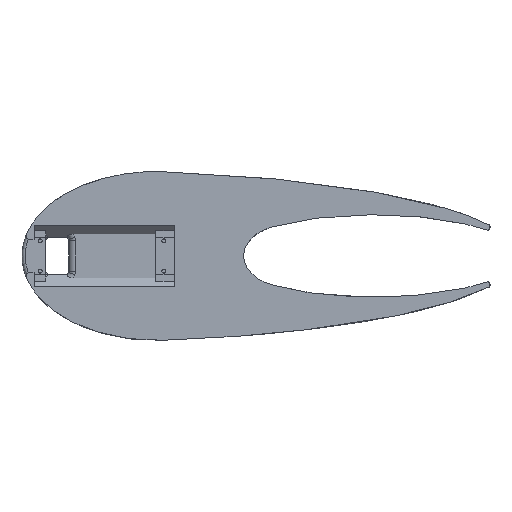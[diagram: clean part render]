
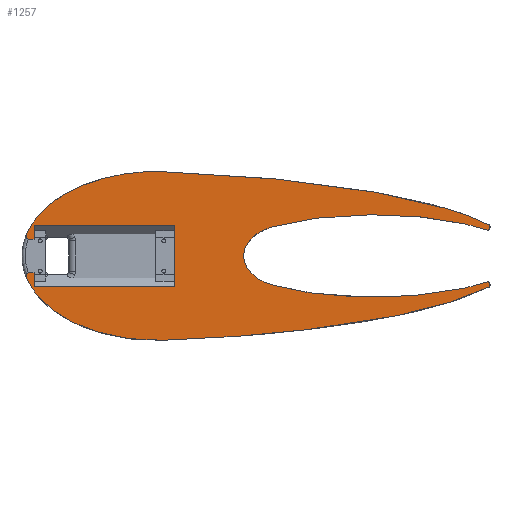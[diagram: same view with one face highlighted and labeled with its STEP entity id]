
A CAD part, front view. The second image highlights one B-rep face of the part: STEP entity #1257.
In plain terms, the highlighted planar face has unit normal (0, -1, 0).
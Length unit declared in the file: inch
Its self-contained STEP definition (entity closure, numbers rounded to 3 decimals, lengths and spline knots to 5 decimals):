
#36=ELLIPSE('',#1367,2.,1.26244);
#37=ELLIPSE('',#1368,6.42493,1.27976);
#38=ELLIPSE('',#1371,2.15252,0.61734);
#39=ELLIPSE('',#1372,0.68384,0.46869);
#40=ELLIPSE('',#1373,2.15252,0.61734);
#41=ELLIPSE('',#1376,6.42493,1.27976);
#42=ELLIPSE('',#1377,2.,1.26244);
#79=CIRCLE('',#1360,0.05);
#81=CIRCLE('',#1363,0.05);
#83=CIRCLE('',#1369,0.03);
#84=CIRCLE('',#1370,0.04);
#85=CIRCLE('',#1374,0.04);
#86=CIRCLE('',#1375,0.03);
#120=B_SPLINE_CURVE_WITH_KNOTS('',3,(#2144,#2145,#2146,#2147),
 .UNSPECIFIED.,.F.,.F.,(4,4),(0.,0.87266),.UNSPECIFIED.);
#121=B_SPLINE_CURVE_WITH_KNOTS('',3,(#2155,#2156,#2157,#2158),
 .UNSPECIFIED.,.F.,.F.,(4,4),(0.15202,1.02502),
 .UNSPECIFIED.);
#176=FACE_OUTER_BOUND('',#246,.T.);
#246=EDGE_LOOP('',(#981,#982,#983,#984,#985,#986,#987,#988,#989,#990,#991,
#992,#993,#994,#995,#996,#997,#998,#999,#1000,#1001,#1002,#1003,#1004));
#292=LINE('',#1736,#393);
#309=LINE('',#1770,#410);
#356=LINE('',#2125,#457);
#357=LINE('',#2128,#458);
#358=LINE('',#2129,#459);
#359=LINE('',#2131,#460);
#360=LINE('',#2132,#461);
#361=LINE('',#2140,#462);
#362=LINE('',#2162,#463);
#393=VECTOR('',#1421,0.3937);
#410=VECTOR('',#1444,0.3937);
#457=VECTOR('',#1595,0.3937);
#458=VECTOR('',#1598,0.3937);
#459=VECTOR('',#1599,0.3937);
#460=VECTOR('',#1600,0.3937);
#461=VECTOR('',#1601,0.3937);
#462=VECTOR('',#1608,0.3937);
#463=VECTOR('',#1619,0.3937);
#494=VERTEX_POINT('',#1733);
#495=VERTEX_POINT('',#1735);
#509=VERTEX_POINT('',#1768);
#558=VERTEX_POINT('',#2029);
#559=VERTEX_POINT('',#2031);
#563=VERTEX_POINT('',#2053);
#564=VERTEX_POINT('',#2055);
#570=VERTEX_POINT('',#2123);
#571=VERTEX_POINT('',#2127);
#572=VERTEX_POINT('',#2130);
#573=VERTEX_POINT('',#2133);
#574=VERTEX_POINT('',#2135);
#575=VERTEX_POINT('',#2137);
#576=VERTEX_POINT('',#2139);
#577=VERTEX_POINT('',#2141);
#578=VERTEX_POINT('',#2143);
#579=VERTEX_POINT('',#2148);
#580=VERTEX_POINT('',#2150);
#581=VERTEX_POINT('',#2152);
#582=VERTEX_POINT('',#2154);
#583=VERTEX_POINT('',#2159);
#584=VERTEX_POINT('',#2161);
#585=VERTEX_POINT('',#2163);
#586=VERTEX_POINT('',#2165);
#620=EDGE_CURVE('',#495,#494,#292,.T.);
#637=EDGE_CURVE('',#494,#509,#309,.T.);
#713=EDGE_CURVE('',#558,#559,#79,.T.);
#718=EDGE_CURVE('',#563,#564,#81,.T.);
#728=EDGE_CURVE('',#558,#570,#356,.T.);
#729=EDGE_CURVE('',#570,#571,#357,.T.);
#730=EDGE_CURVE('',#571,#495,#358,.T.);
#731=EDGE_CURVE('',#509,#572,#359,.T.);
#732=EDGE_CURVE('',#572,#564,#360,.T.);
#733=EDGE_CURVE('',#573,#563,#36,.T.);
#734=EDGE_CURVE('',#574,#573,#37,.T.);
#735=EDGE_CURVE('',#575,#574,#83,.T.);
#736=EDGE_CURVE('',#575,#576,#361,.T.);
#737=EDGE_CURVE('',#577,#576,#84,.T.);
#738=EDGE_CURVE('',#578,#577,#120,.T.);
#739=EDGE_CURVE('',#578,#579,#38,.T.);
#740=EDGE_CURVE('',#579,#580,#39,.T.);
#741=EDGE_CURVE('',#580,#581,#40,.T.);
#742=EDGE_CURVE('',#582,#581,#121,.T.);
#743=EDGE_CURVE('',#583,#582,#85,.T.);
#744=EDGE_CURVE('',#583,#584,#362,.T.);
#745=EDGE_CURVE('',#585,#584,#86,.T.);
#746=EDGE_CURVE('',#586,#585,#41,.T.);
#747=EDGE_CURVE('',#559,#586,#42,.T.);
#981=ORIENTED_EDGE('',*,*,#713,.F.);
#982=ORIENTED_EDGE('',*,*,#728,.T.);
#983=ORIENTED_EDGE('',*,*,#729,.T.);
#984=ORIENTED_EDGE('',*,*,#730,.T.);
#985=ORIENTED_EDGE('',*,*,#620,.T.);
#986=ORIENTED_EDGE('',*,*,#637,.T.);
#987=ORIENTED_EDGE('',*,*,#731,.T.);
#988=ORIENTED_EDGE('',*,*,#732,.T.);
#989=ORIENTED_EDGE('',*,*,#718,.F.);
#990=ORIENTED_EDGE('',*,*,#733,.F.);
#991=ORIENTED_EDGE('',*,*,#734,.F.);
#992=ORIENTED_EDGE('',*,*,#735,.F.);
#993=ORIENTED_EDGE('',*,*,#736,.T.);
#994=ORIENTED_EDGE('',*,*,#737,.F.);
#995=ORIENTED_EDGE('',*,*,#738,.F.);
#996=ORIENTED_EDGE('',*,*,#739,.T.);
#997=ORIENTED_EDGE('',*,*,#740,.T.);
#998=ORIENTED_EDGE('',*,*,#741,.T.);
#999=ORIENTED_EDGE('',*,*,#742,.F.);
#1000=ORIENTED_EDGE('',*,*,#743,.F.);
#1001=ORIENTED_EDGE('',*,*,#744,.T.);
#1002=ORIENTED_EDGE('',*,*,#745,.F.);
#1003=ORIENTED_EDGE('',*,*,#746,.F.);
#1004=ORIENTED_EDGE('',*,*,#747,.F.);
#1206=PLANE('',#1366);
#1257=ADVANCED_FACE('',(#176),#1206,.F.);
#1360=AXIS2_PLACEMENT_3D('',#2032,#1578,#1579);
#1363=AXIS2_PLACEMENT_3D('',#2056,#1586,#1587);
#1366=AXIS2_PLACEMENT_3D('',#2126,#1596,#1597);
#1367=AXIS2_PLACEMENT_3D('',#2134,#1602,#1603);
#1368=AXIS2_PLACEMENT_3D('',#2136,#1604,#1605);
#1369=AXIS2_PLACEMENT_3D('',#2138,#1606,#1607);
#1370=AXIS2_PLACEMENT_3D('',#2142,#1609,#1610);
#1371=AXIS2_PLACEMENT_3D('',#2149,#1611,#1612);
#1372=AXIS2_PLACEMENT_3D('',#2151,#1613,#1614);
#1373=AXIS2_PLACEMENT_3D('',#2153,#1615,#1616);
#1374=AXIS2_PLACEMENT_3D('',#2160,#1617,#1618);
#1375=AXIS2_PLACEMENT_3D('',#2164,#1620,#1621);
#1376=AXIS2_PLACEMENT_3D('',#2166,#1622,#1623);
#1377=AXIS2_PLACEMENT_3D('',#2167,#1624,#1625);
#1421=DIRECTION('',(0.,0.,-1.));
#1444=DIRECTION('',(-1.,0.,0.));
#1578=DIRECTION('center_axis',(0.,1.,0.));
#1579=DIRECTION('ref_axis',(-0.831,0.,-0.556));
#1586=DIRECTION('center_axis',(0.,1.,0.));
#1587=DIRECTION('ref_axis',(-0.831,0.,0.556));
#1595=DIRECTION('',(1.,0.,0.));
#1596=DIRECTION('center_axis',(0.,1.,0.));
#1597=DIRECTION('ref_axis',(1.,0.,0.));
#1598=DIRECTION('',(0.,0.,1.));
#1599=DIRECTION('',(1.,0.,0.));
#1600=DIRECTION('',(0.,0.,1.));
#1601=DIRECTION('',(-1.,0.,0.));
#1602=DIRECTION('center_axis',(0.,1.,0.));
#1603=DIRECTION('ref_axis',(-1.,0.,0.));
#1604=DIRECTION('center_axis',(0.,1.,0.));
#1605=DIRECTION('ref_axis',(1.,0.,0.));
#1606=DIRECTION('center_axis',(0.,1.,0.));
#1607=DIRECTION('ref_axis',(0.853,0.,-0.523));
#1608=DIRECTION('',(0.,0.,1.));
#1609=DIRECTION('center_axis',(0.,1.,0.));
#1610=DIRECTION('ref_axis',(0.577,0.,0.817));
#1611=DIRECTION('center_axis',(0.,1.,0.));
#1612=DIRECTION('ref_axis',(1.,0.,0.));
#1613=DIRECTION('center_axis',(0.,1.,0.));
#1614=DIRECTION('ref_axis',(-1.,0.,0.));
#1615=DIRECTION('center_axis',(0.,1.,0.));
#1616=DIRECTION('ref_axis',(1.,0.,0.));
#1617=DIRECTION('center_axis',(0.,1.,0.));
#1618=DIRECTION('ref_axis',(0.577,0.,-0.817));
#1619=DIRECTION('',(0.,0.,1.));
#1620=DIRECTION('center_axis',(0.,1.,0.));
#1621=DIRECTION('ref_axis',(0.853,0.,0.523));
#1622=DIRECTION('center_axis',(0.,1.,0.));
#1623=DIRECTION('ref_axis',(1.,0.,0.));
#1624=DIRECTION('center_axis',(0.,1.,0.));
#1625=DIRECTION('ref_axis',(-1.,0.,0.));
#1733=CARTESIAN_POINT('',(1.28137,0.,-0.45));
#1735=CARTESIAN_POINT('',(1.28137,0.,0.45));
#1736=CARTESIAN_POINT('',(1.28137,0.,-0.14));
#1768=CARTESIAN_POINT('',(-0.81863,0.,-0.45));
#1770=CARTESIAN_POINT('',(1.89069,0.,-0.45));
#2029=CARTESIAN_POINT('',(-0.88885,0.,0.25));
#2031=CARTESIAN_POINT('',(-0.93505,0.,0.31912));
#2032=CARTESIAN_POINT('Origin',(-0.88885,0.,0.3));
#2053=CARTESIAN_POINT('',(-0.93505,0.,-0.31912));
#2055=CARTESIAN_POINT('',(-0.88885,0.,-0.25));
#2056=CARTESIAN_POINT('Origin',(-0.88885,0.,-0.3));
#2123=CARTESIAN_POINT('',(-0.81863,0.,0.25));
#2125=CARTESIAN_POINT('',(0.7698,0.,0.25));
#2126=CARTESIAN_POINT('Origin',(2.5,0.,0.));
#2127=CARTESIAN_POINT('',(-0.81863,0.,0.45));
#2128=CARTESIAN_POINT('',(-0.81863,0.,-0.225));
#2129=CARTESIAN_POINT('',(0.84069,0.,0.45));
#2130=CARTESIAN_POINT('',(-0.81863,0.,-0.25));
#2131=CARTESIAN_POINT('',(-0.81863,0.,-0.225));
#2132=CARTESIAN_POINT('',(0.84069,0.,-0.25));
#2133=CARTESIAN_POINT('',(1.10117,0.,-1.26082));
#2134=CARTESIAN_POINT('Origin',(1.,0.,0.));
#2135=CARTESIAN_POINT('',(5.98362,0.,-0.46612));
#2136=CARTESIAN_POINT('Origin',(0.,0.,0.));
#2137=CARTESIAN_POINT('',(6.,0.,-0.43938));
#2138=CARTESIAN_POINT('Origin',(5.97,0.,-0.43938));
#2139=CARTESIAN_POINT('',(6.,0.,-0.42571));
#2140=CARTESIAN_POINT('',(6.,0.,-0.45768));
#2141=CARTESIAN_POINT('',(5.96278,0.,-0.38581));
#2142=CARTESIAN_POINT('Origin',(5.96,0.,-0.42571));
#2143=CARTESIAN_POINT('',(5.62331,0.,-0.48063));
#2144=CARTESIAN_POINT('Ctrl Pts',(5.62331,0.,
-0.48063));
#2145=CARTESIAN_POINT('Ctrl Pts',(5.73489,0.,
-0.45483));
#2146=CARTESIAN_POINT('Ctrl Pts',(5.85246,0.,
-0.42347));
#2147=CARTESIAN_POINT('Ctrl Pts',(5.96278,0.,
-0.38581));
#2148=CARTESIAN_POINT('',(2.72809,0.,-0.43005));
#2149=CARTESIAN_POINT('Origin',(4.27241,0.,0.));
#2150=CARTESIAN_POINT('',(2.73151,0.,0.43106));
#2151=CARTESIAN_POINT('Origin',(3.,0.,0.));
#2152=CARTESIAN_POINT('',(5.62331,0.,0.48063));
#2153=CARTESIAN_POINT('Origin',(4.27241,0.,0.));
#2154=CARTESIAN_POINT('',(5.96278,0.,0.38581));
#2155=CARTESIAN_POINT('Ctrl Pts',(5.96278,0.,
0.38581));
#2156=CARTESIAN_POINT('Ctrl Pts',(5.85246,0.,
0.42347));
#2157=CARTESIAN_POINT('Ctrl Pts',(5.73489,0.,
0.45483));
#2158=CARTESIAN_POINT('Ctrl Pts',(5.62331,0.,
0.48063));
#2159=CARTESIAN_POINT('',(6.,0.,0.42571));
#2160=CARTESIAN_POINT('Origin',(5.96,0.,0.42571));
#2161=CARTESIAN_POINT('',(6.,0.,0.43938));
#2162=CARTESIAN_POINT('',(6.,0.,0.36826));
#2163=CARTESIAN_POINT('',(5.98362,0.,0.46612));
#2164=CARTESIAN_POINT('Origin',(5.97,0.,0.43938));
#2165=CARTESIAN_POINT('',(1.10116,0.,1.26082));
#2166=CARTESIAN_POINT('Origin',(0.,0.,0.));
#2167=CARTESIAN_POINT('Origin',(1.,0.,0.));
